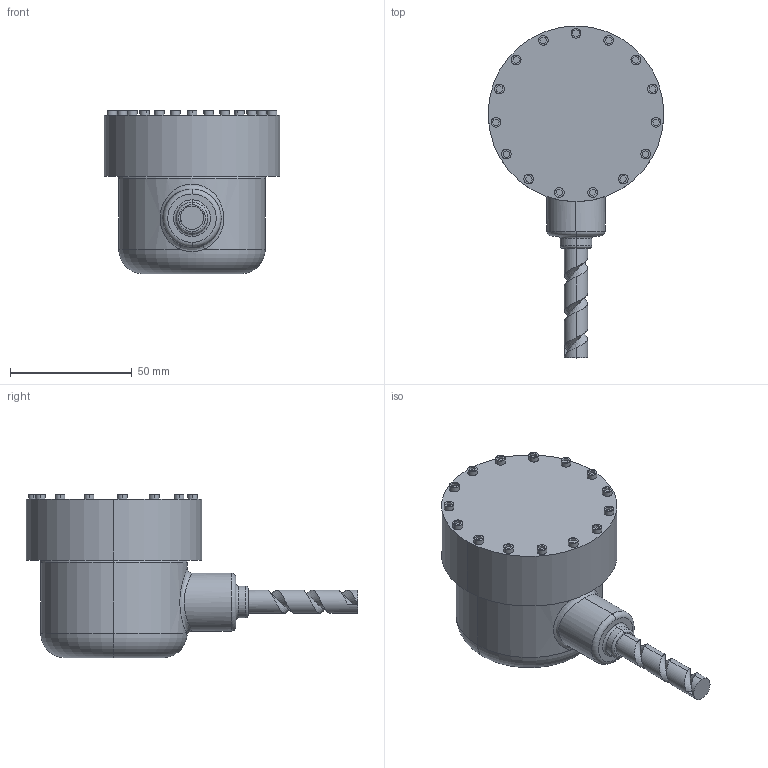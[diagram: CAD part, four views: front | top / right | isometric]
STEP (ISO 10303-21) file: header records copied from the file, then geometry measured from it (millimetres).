
FILE_DESCRIPTION (( 'STEP AP203' ), '1' );
FILE_NAME ('Pièce7_Défaut_sldprt.STEP', '2023-11-23T19:28:19', ( '' ), ( '' ), 'SwSTEP 2.0', 'SolidWorks 2018', '' );
FILE_SCHEMA (( 'CONFIG_CONTROL_DESIGN' ));
Length unit declared in the file: millimetre
Products named in the file (1): Pièce7_Défaut_sldprt
Bounding box: 72 x 136 x 67 mm (x, y, z)
Volume: 217839.4 mm3; surface area: 25616.7 mm2
Topology: 1 solids, 1 shells, 189 faces, 447 edges, 294 vertices
Faces by surface type: plane 129, cylinder 46, torus 10, bspline 4
Entity records: 6618 total; most frequent: CARTESIAN_POINT 2142, DIRECTION 899, ORIENTED_EDGE 894, EDGE_CURVE 447, LINE 317, VECTOR 317, VERTEX_POINT 294, AXIS2_PLACEMENT_3D 291
